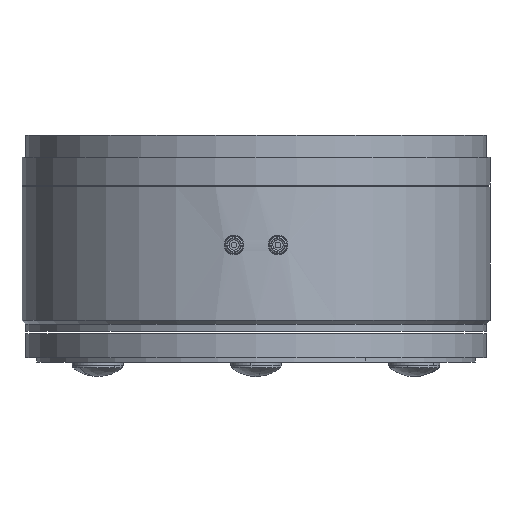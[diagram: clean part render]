
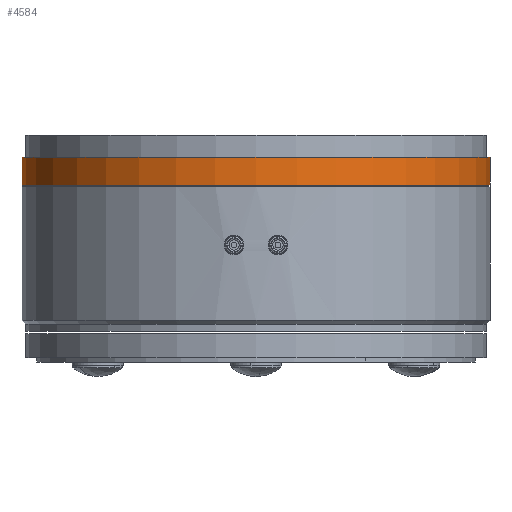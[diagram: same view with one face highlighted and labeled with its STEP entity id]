
A CAD part, front view. The second image highlights one B-rep face of the part: STEP entity #4584.
In plain terms, the highlighted cylindrical face has radius 32 mm (diameter 64 mm), a partial arc.
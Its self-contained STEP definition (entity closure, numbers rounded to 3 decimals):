
#86 = CARTESIAN_POINT ( 'NONE',  ( 0., 0., -10.807 ) ) ;
#506 = EDGE_CURVE ( 'NONE', #774, #741, #5028, .T. ) ;
#618 = DIRECTION ( 'NONE',  ( 0., 0., -1. ) ) ;
#731 = DIRECTION ( 'NONE',  ( 0., 0., -1. ) ) ;
#741 = VERTEX_POINT ( 'NONE', #1351 ) ;
#774 = VERTEX_POINT ( 'NONE', #9587 ) ;
#899 = CARTESIAN_POINT ( 'NONE',  ( 32., 0., -6.8 ) ) ;
#1280 = ORIENTED_EDGE ( 'NONE', *, *, #8007, .F. ) ;
#1346 = DIRECTION ( 'NONE',  ( 0., 0., -1. ) ) ;
#1351 = CARTESIAN_POINT ( 'NONE',  ( -32., 0., -6.8 ) ) ;
#1362 = LINE ( 'NONE', #7309, #6534 ) ;
#2179 = CARTESIAN_POINT ( 'NONE',  ( 32., 0., -3. ) ) ;
#2607 = VERTEX_POINT ( 'NONE', #2179 ) ;
#2974 = AXIS2_PLACEMENT_3D ( 'NONE', #3827, #6767, #8278 ) ;
#3748 = DIRECTION ( 'NONE',  ( -1., 0., 0. ) ) ;
#3827 = CARTESIAN_POINT ( 'NONE',  ( 0., 0., -3. ) ) ;
#3840 = AXIS2_PLACEMENT_3D ( 'NONE', #7772, #3986, #4138 ) ;
#3986 = DIRECTION ( 'NONE',  ( 0., 0., -1. ) ) ;
#4138 = DIRECTION ( 'NONE',  ( -1., 0., 0. ) ) ;
#4291 = EDGE_CURVE ( 'NONE', #2607, #774, #8401, .T. ) ;
#4584 = ADVANCED_FACE ( 'NONE', ( #6059 ), #8935, .T. ) ;
#4605 = VECTOR ( 'NONE', #1346, 1000. ) ;
#4761 = EDGE_CURVE ( 'NONE', #2607, #5226, #1362, .T. ) ;
#5028 = LINE ( 'NONE', #8027, #4605 ) ;
#5068 = EDGE_LOOP ( 'NONE', ( #8308, #5488, #7464, #1280 ) ) ;
#5226 = VERTEX_POINT ( 'NONE', #899 ) ;
#5488 = ORIENTED_EDGE ( 'NONE', *, *, #4291, .T. ) ;
#6059 = FACE_OUTER_BOUND ( 'NONE', #5068, .T. ) ;
#6534 = VECTOR ( 'NONE', #618, 1000. ) ;
#6767 = DIRECTION ( 'NONE',  ( 0., 0., -1. ) ) ;
#7309 = CARTESIAN_POINT ( 'NONE',  ( 32., 0., -10.807 ) ) ;
#7464 = ORIENTED_EDGE ( 'NONE', *, *, #506, .T. ) ;
#7772 = CARTESIAN_POINT ( 'NONE',  ( 0., 0., -6.8 ) ) ;
#8007 = EDGE_CURVE ( 'NONE', #5226, #741, #8020, .T. ) ;
#8020 = CIRCLE ( 'NONE', #3840, 32. ) ;
#8027 = CARTESIAN_POINT ( 'NONE',  ( -32., 0., -10.807 ) ) ;
#8278 = DIRECTION ( 'NONE',  ( -1., 0., 0. ) ) ;
#8308 = ORIENTED_EDGE ( 'NONE', *, *, #4761, .F. ) ;
#8401 = CIRCLE ( 'NONE', #2974, 32. ) ;
#8935 = CYLINDRICAL_SURFACE ( 'NONE', #9035, 32. ) ;
#9035 = AXIS2_PLACEMENT_3D ( 'NONE', #86, #731, #3748 ) ;
#9587 = CARTESIAN_POINT ( 'NONE',  ( -32., 0., -3. ) ) ;
